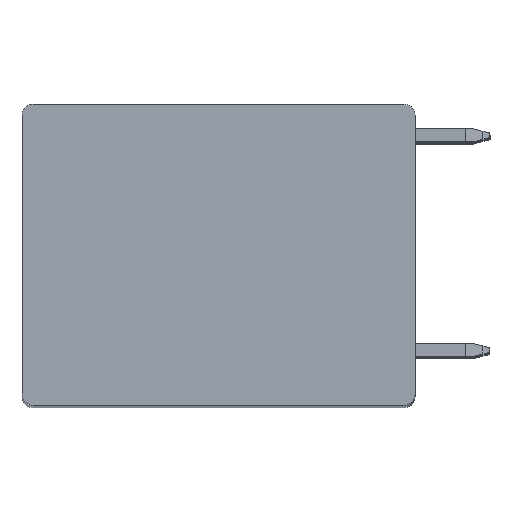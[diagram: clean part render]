
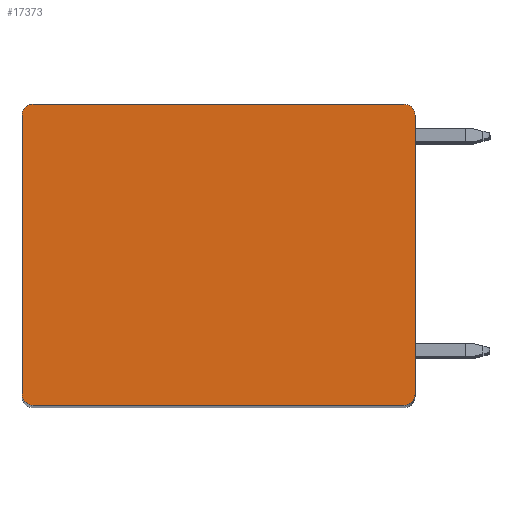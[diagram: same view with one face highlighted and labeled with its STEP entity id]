
A CAD part, top view. The second image highlights one B-rep face of the part: STEP entity #17373.
In plain terms, the highlighted planar face has unit normal (0, 0, 1).
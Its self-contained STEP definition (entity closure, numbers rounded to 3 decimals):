
#4081=CARTESIAN_POINT('',(-11.375,8.55,88.05));
#4082=DIRECTION('',(0.,0.,1.));
#4083=DIRECTION('',(0.,1.,0.));
#4084=AXIS2_PLACEMENT_3D('',#4081,#4082,#4083);
#4086=DIRECTION('',(-1.,0.,0.));
#4087=VECTOR('',#4086,22.75);
#4088=CARTESIAN_POINT('',(11.375,9.25,88.05));
#4089=LINE('',#4088,#4087);
#4090=CARTESIAN_POINT('',(11.375,8.55,88.05));
#4091=DIRECTION('',(0.,0.,1.));
#4092=DIRECTION('',(1.,0.,0.));
#4093=AXIS2_PLACEMENT_3D('',#4090,#4091,#4092);
#4095=DIRECTION('',(0.,1.,0.));
#4096=VECTOR('',#4095,17.1);
#4097=CARTESIAN_POINT('',(12.075,-8.55,88.05));
#4098=LINE('',#4097,#4096);
#4099=CARTESIAN_POINT('',(11.375,-8.55,88.05));
#4100=DIRECTION('',(0.,0.,1.));
#4101=DIRECTION('',(0.,-1.,0.));
#4102=AXIS2_PLACEMENT_3D('',#4099,#4100,#4101);
#4104=DIRECTION('',(1.,0.,0.));
#4105=VECTOR('',#4104,22.75);
#4106=CARTESIAN_POINT('',(-11.375,-9.25,88.05));
#4107=LINE('',#4106,#4105);
#4108=CARTESIAN_POINT('',(-11.375,-8.55,88.05));
#4109=DIRECTION('',(0.,0.,1.));
#4110=DIRECTION('',(-1.,0.,0.));
#4111=AXIS2_PLACEMENT_3D('',#4108,#4109,#4110);
#4113=DIRECTION('',(0.,-1.,0.));
#4114=VECTOR('',#4113,17.1);
#4115=CARTESIAN_POINT('',(-12.075,8.55,88.05));
#4116=LINE('',#4115,#4114);
#9675=CARTESIAN_POINT('',(-11.375,9.25,88.05));
#9676=CARTESIAN_POINT('',(-12.075,8.55,88.05));
#9677=VERTEX_POINT('',#9675);
#9678=VERTEX_POINT('',#9676);
#9683=CARTESIAN_POINT('',(12.075,8.55,88.05));
#9684=VERTEX_POINT('',#9683);
#9685=CARTESIAN_POINT('',(11.375,9.25,88.05));
#9686=VERTEX_POINT('',#9685);
#9691=CARTESIAN_POINT('',(11.375,-9.25,88.05));
#9692=VERTEX_POINT('',#9691);
#9693=CARTESIAN_POINT('',(12.075,-8.55,88.05));
#9694=VERTEX_POINT('',#9693);
#9699=CARTESIAN_POINT('',(-12.075,-8.55,88.05));
#9700=VERTEX_POINT('',#9699);
#9701=CARTESIAN_POINT('',(-11.375,-9.25,88.05));
#9702=VERTEX_POINT('',#9701);
#17358=CARTESIAN_POINT('',(0.,0.,88.05));
#17359=DIRECTION('',(0.,0.,1.));
#17360=DIRECTION('',(1.,0.,0.));
#17361=AXIS2_PLACEMENT_3D('',#17358,#17359,#17360);
#17362=PLANE('',#17361);
#17363=ORIENTED_EDGE('',*,*,#12052,.F.);
#17364=ORIENTED_EDGE('',*,*,#12774,.F.);
#17365=ORIENTED_EDGE('',*,*,#15195,.F.);
#17366=ORIENTED_EDGE('',*,*,#15210,.F.);
#17367=ORIENTED_EDGE('',*,*,#16975,.F.);
#17368=ORIENTED_EDGE('',*,*,#16990,.F.);
#17369=ORIENTED_EDGE('',*,*,#17003,.F.);
#17370=ORIENTED_EDGE('',*,*,#17015,.F.);
#17371=EDGE_LOOP('',(#17363,#17364,#17365,#17366,#17367,#17368,#17369,#17370));
#17372=FACE_OUTER_BOUND('',#17371,.F.);
#4085=CIRCLE('',#4084,0.7);
#4094=CIRCLE('',#4093,0.7);
#4103=CIRCLE('',#4102,0.7);
#4112=CIRCLE('',#4111,0.7);
#12052=EDGE_CURVE('',#9677,#9678,#4085,.T.);
#12774=EDGE_CURVE('',#9686,#9677,#4089,.T.);
#15195=EDGE_CURVE('',#9684,#9686,#4094,.T.);
#15210=EDGE_CURVE('',#9694,#9684,#4098,.T.);
#16975=EDGE_CURVE('',#9692,#9694,#4103,.T.);
#16990=EDGE_CURVE('',#9702,#9692,#4107,.T.);
#17003=EDGE_CURVE('',#9700,#9702,#4112,.T.);
#17015=EDGE_CURVE('',#9678,#9700,#4116,.T.);
#17373=ADVANCED_FACE('',(#17372),#17362,.T.);
